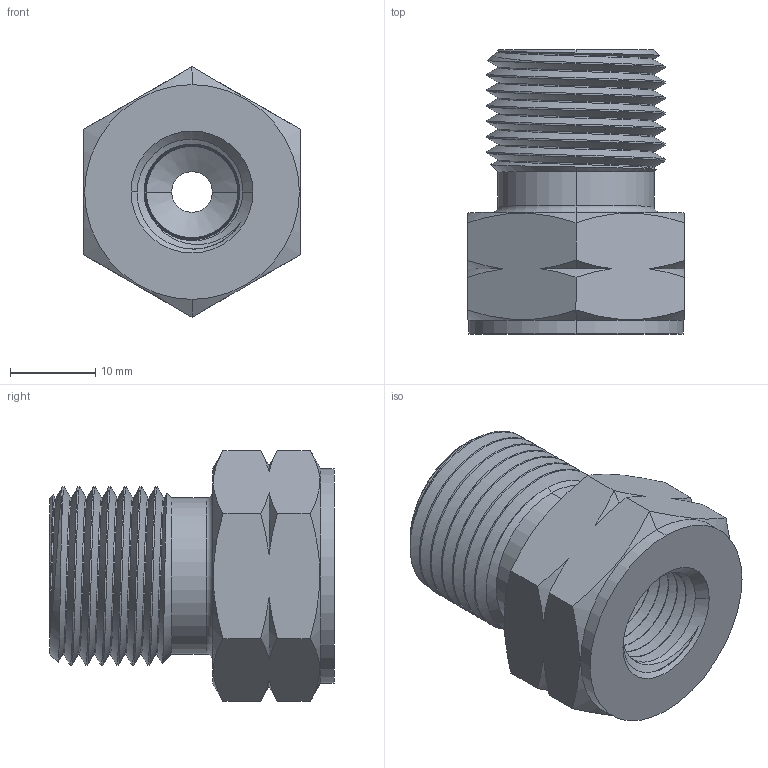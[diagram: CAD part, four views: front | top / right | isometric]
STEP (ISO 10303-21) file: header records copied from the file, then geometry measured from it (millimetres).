
FILE_DESCRIPTION (( 'STEP AP203' ), '1' );
FILE_NAME ('AD-330MMO-4FNPT.STEP', '2025-07-31T15:42:02', ( '' ), ( '' ), 'SwSTEP 2.0', 'SolidWorks 2018', '' );
FILE_SCHEMA (( 'CONFIG_CONTROL_DESIGN' ));
Length unit declared in the file: inch
Products named in the file (1): AD-330MMO-4FNPT
Bounding box: 25.4 x 33.27 x 29.33 mm (x, y, z)
Volume: 10978.5 mm3; surface area: 5324.8 mm2
Topology: 1 solids, 1 shells, 207 faces, 561 edges, 368 vertices
Faces by surface type: plane 67, bspline 50, cone 46, cylinder 42, torus 2
Entity records: 14226 total; most frequent: CARTESIAN_POINT 9576, ORIENTED_EDGE 1122, DIRECTION 685, EDGE_CURVE 561, VERTEX_POINT 368, LINE 271, VECTOR 271, EDGE_LOOP 221
